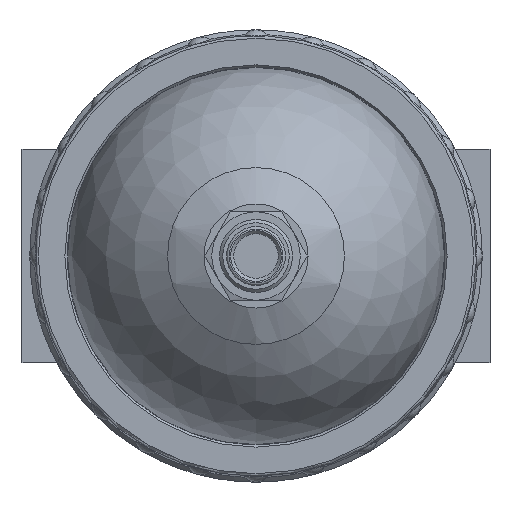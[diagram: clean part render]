
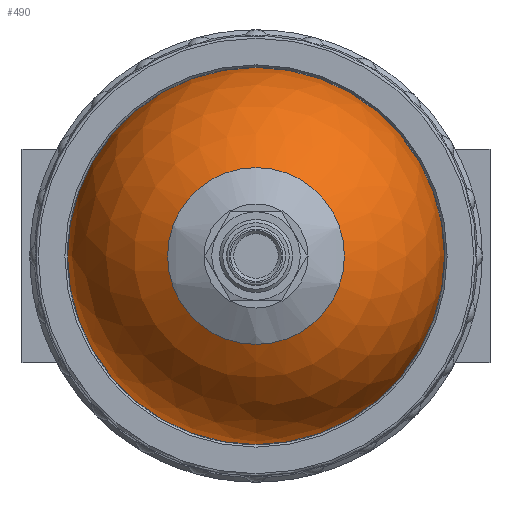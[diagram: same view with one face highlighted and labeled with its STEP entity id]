
A CAD part, front view. The second image highlights one B-rep face of the part: STEP entity #490.
In plain terms, the highlighted spherical face has radius 36.25 mm.
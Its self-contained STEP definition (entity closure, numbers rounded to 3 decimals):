
#490 = ADVANCED_FACE( '', ( #1129, #1130 ), #1131, .T. );
#1129 = FACE_OUTER_BOUND( '', #1803, .T. );
#1130 = FACE_OUTER_BOUND( '', #1804, .T. );
#1131 = SPHERICAL_SURFACE( '', #1805, 36.25 );
#1803 = EDGE_LOOP( '', ( #4019 ) );
#1804 = EDGE_LOOP( '', ( #4020 ) );
#1805 = AXIS2_PLACEMENT_3D( '', #4021, #4022, #4023 );
#4019 = ORIENTED_EDGE( '', *, *, #4430, .T. );
#4020 = ORIENTED_EDGE( '', *, *, #4511, .F. );
#4021 = CARTESIAN_POINT( '', ( 0., -89.5, 0. ) );
#4022 = DIRECTION( '', ( 0., -1., 0. ) );
#4023 = DIRECTION( '', ( 1., 0., 0. ) );
#4430 = EDGE_CURVE( '', #5375, #5375, #5376, .T. );
#4511 = EDGE_CURVE( '', #5537, #5537, #5538, .T. );
#5375 = VERTEX_POINT( '', #8147 );
#5376 = CIRCLE( '', #8148, 36.25 );
#5537 = VERTEX_POINT( '', #8929 );
#5538 = CIRCLE( '', #8930, 17. );
#8147 = CARTESIAN_POINT( '', ( 0., -89.5, -36.25 ) );
#8148 = AXIS2_PLACEMENT_3D( '', #10712, #10713, #10714 );
#8929 = CARTESIAN_POINT( '', ( 0., -121.517, -17. ) );
#8930 = AXIS2_PLACEMENT_3D( '', #10795, #10796, #10797 );
#10712 = CARTESIAN_POINT( '', ( 0., -89.5, 0. ) );
#10713 = DIRECTION( '', ( 0., -1., 0. ) );
#10714 = DIRECTION( '', ( 0., 0., -1. ) );
#10795 = CARTESIAN_POINT( '', ( 0., -121.517, 0. ) );
#10796 = DIRECTION( '', ( 0., -1., 0. ) );
#10797 = DIRECTION( '', ( 0., 0., -1. ) );
